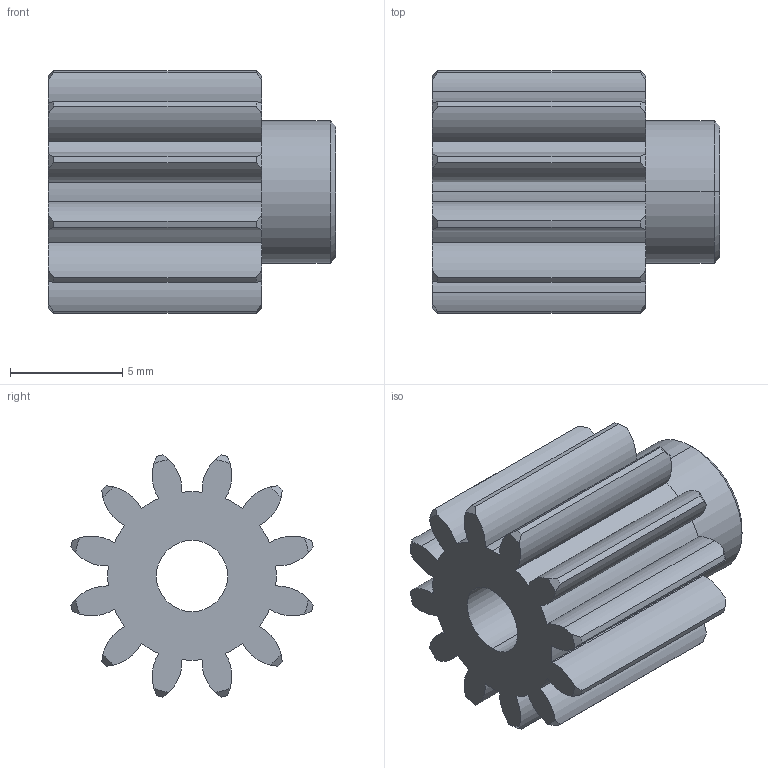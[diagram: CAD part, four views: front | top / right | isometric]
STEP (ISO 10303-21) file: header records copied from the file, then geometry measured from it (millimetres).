
FILE_DESCRIPTION (( 'STEP AP214' ), '1' );
FILE_NAME ('am-0928 12 Tooth 32 dp Gear.STEP', '2014-08-21T19:52:24', ( '' ), ( '' ), 'SwSTEP 2.0', 'SolidWorks 2014', '' );
FILE_SCHEMA (( 'AUTOMOTIVE_DESIGN' ));
Length unit declared in the file: inch
Products named in the file (1): am-0928 12 Tooth 32 dp Gear
Bounding box: 12.83 x 10.8 x 10.8 mm (x, y, z)
Volume: 635.2 mm3; surface area: 886.5 mm2
Topology: 1 solids, 1 shells, 88 faces, 251 edges, 166 vertices
Faces by surface type: cylinder 57, cone 28, plane 3
Entity records: 3037 total; most frequent: CARTESIAN_POINT 650, DIRECTION 523, ORIENTED_EDGE 502, EDGE_CURVE 251, AXIS2_PLACEMENT_3D 231, VERTEX_POINT 166, CIRCLE 142, EDGE_LOOP 91
